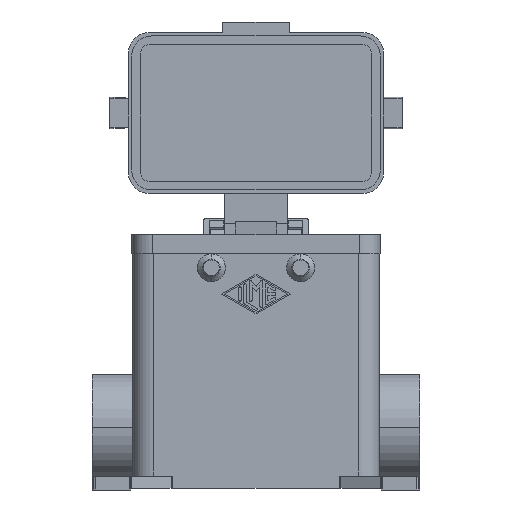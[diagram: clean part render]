
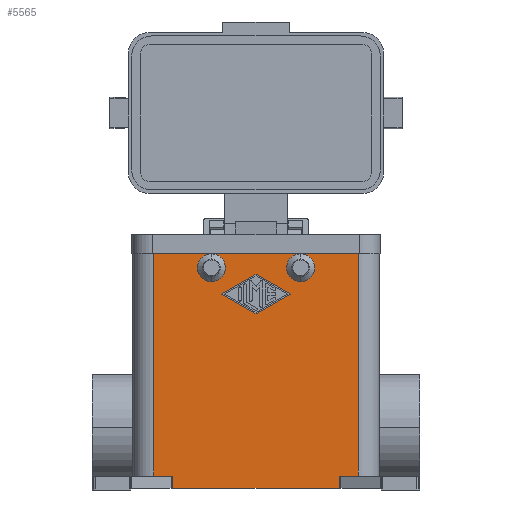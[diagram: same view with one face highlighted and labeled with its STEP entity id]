
A CAD part, front view. The second image highlights one B-rep face of the part: STEP entity #5565.
In plain terms, the highlighted planar face has unit normal (0, -1, 0).
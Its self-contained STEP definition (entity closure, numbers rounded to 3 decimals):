
#2737=CARTESIAN_POINT('',(12.75,-21.75,23.5));
#2738=VERTEX_POINT('',#2737);
#2745=CARTESIAN_POINT('',(12.75,-21.75,15.5));
#2746=VERTEX_POINT('',#2745);
#2747=CARTESIAN_POINT('',(12.75,-21.75,19.5));
#2748=DIRECTION('',(0.0,1.0,0.0));
#2749=DIRECTION('',(0.0,0.0,1.0));
#2750=AXIS2_PLACEMENT_3D('',#2747,#2748,#2749);
#2751=CIRCLE('',#2750,4.);
#2752=EDGE_CURVE('',#2746,#2738,#2751,.T.);
#3138=CARTESIAN_POINT('',(-12.75,-21.75,23.5));
#3139=VERTEX_POINT('',#3138);
#3146=CARTESIAN_POINT('',(-12.75,-21.75,15.5));
#3147=VERTEX_POINT('',#3146);
#3148=CARTESIAN_POINT('',(-12.75,-21.75,19.5));
#3149=DIRECTION('',(0.0,1.0,0.0));
#3150=DIRECTION('',(0.0,0.0,1.0));
#3151=AXIS2_PLACEMENT_3D('',#3148,#3149,#3150);
#3152=CIRCLE('',#3151,4.);
#3153=EDGE_CURVE('',#3147,#3139,#3152,.T.);
#4742=CARTESIAN_POINT('',(29.25,-21.75,-40.));
#4743=VERTEX_POINT('',#4742);
#4751=CARTESIAN_POINT('',(23.791,-21.75,-40.0));
#4752=VERTEX_POINT('',#4751);
#4753=CARTESIAN_POINT('',(23.791,-21.75,-40.0));
#4754=DIRECTION('',(1.0,0.0,0.0));
#4755=VECTOR('',#4754,5.459);
#4756=LINE('',#4753,#4755);
#4757=EDGE_CURVE('',#4752,#4743,#4756,.T.);
#5430=CARTESIAN_POINT('',(23.791,-21.75,-43.5));
#5431=VERTEX_POINT('',#5430);
#5432=CARTESIAN_POINT('',(23.791,-21.75,-40.0));
#5433=DIRECTION('',(0.0,0.0,-1.0));
#5434=VECTOR('',#5433,3.5);
#5435=LINE('',#5432,#5434);
#5436=EDGE_CURVE('',#4752,#5431,#5435,.T.);
#5448=CARTESIAN_POINT('',(29.25,-21.75,1.5));
#5449=DIRECTION('',(0.0,-1.0,0.0));
#5450=DIRECTION('',(0.0,0.0,-1.0));
#5451=AXIS2_PLACEMENT_3D('',#5448,#5449,#5450);
#5452=PLANE('',#5451);
#5453=ORIENTED_EDGE('',*,*,#5436,.F.);
#5454=ORIENTED_EDGE('',*,*,#4757,.T.);
#5455=CARTESIAN_POINT('',(29.25,-21.75,23.5));
#5456=VERTEX_POINT('',#5455);
#5457=CARTESIAN_POINT('',(29.25,-21.75,23.5));
#5458=DIRECTION('',(0.0,0.0,-1.0));
#5459=VECTOR('',#5458,63.5);
#5460=LINE('',#5457,#5459);
#5461=EDGE_CURVE('',#5456,#4743,#5460,.T.);
#5462=ORIENTED_EDGE('',*,*,#5461,.F.);
#5463=CARTESIAN_POINT('',(29.25,-21.75,23.5));
#5464=DIRECTION('',(-1.0,0.0,0.0));
#5465=VECTOR('',#5464,16.5);
#5466=LINE('',#5463,#5465);
#5467=EDGE_CURVE('',#5456,#2738,#5466,.T.);
#5468=ORIENTED_EDGE('',*,*,#5467,.T.);
#5469=CARTESIAN_POINT('',(12.75,-21.75,19.5));
#5470=DIRECTION('',(0.0,1.0,0.0));
#5471=DIRECTION('',(0.0,0.0,1.0));
#5472=AXIS2_PLACEMENT_3D('',#5469,#5470,#5471);
#5473=CIRCLE('',#5472,4.);
#5474=EDGE_CURVE('',#2738,#2746,#5473,.T.);
#5475=ORIENTED_EDGE('',*,*,#5474,.T.);
#5476=ORIENTED_EDGE('',*,*,#2752,.T.);
#5477=CARTESIAN_POINT('',(12.75,-21.75,23.5));
#5478=DIRECTION('',(-1.0,0.0,0.0));
#5479=VECTOR('',#5478,25.5);
#5480=LINE('',#5477,#5479);
#5481=EDGE_CURVE('',#2738,#3139,#5480,.T.);
#5482=ORIENTED_EDGE('',*,*,#5481,.T.);
#5483=CARTESIAN_POINT('',(-12.75,-21.75,19.5));
#5484=DIRECTION('',(0.0,1.0,0.0));
#5485=DIRECTION('',(0.0,0.0,1.0));
#5486=AXIS2_PLACEMENT_3D('',#5483,#5484,#5485);
#5487=CIRCLE('',#5486,4.);
#5488=EDGE_CURVE('',#3139,#3147,#5487,.T.);
#5489=ORIENTED_EDGE('',*,*,#5488,.T.);
#5490=ORIENTED_EDGE('',*,*,#3153,.T.);
#5491=CARTESIAN_POINT('',(-29.25,-21.75,23.5));
#5492=VERTEX_POINT('',#5491);
#5493=CARTESIAN_POINT('',(-12.75,-21.75,23.5));
#5494=DIRECTION('',(-1.0,0.0,0.0));
#5495=VECTOR('',#5494,16.5);
#5496=LINE('',#5493,#5495);
#5497=EDGE_CURVE('',#3139,#5492,#5496,.T.);
#5498=ORIENTED_EDGE('',*,*,#5497,.T.);
#5499=CARTESIAN_POINT('',(-29.25,-21.75,-40.));
#5500=VERTEX_POINT('',#5499);
#5501=CARTESIAN_POINT('',(-29.25,-21.75,23.5));
#5502=DIRECTION('',(0.0,0.0,-1.0));
#5503=VECTOR('',#5502,63.5);
#5504=LINE('',#5501,#5503);
#5505=EDGE_CURVE('',#5492,#5500,#5504,.T.);
#5506=ORIENTED_EDGE('',*,*,#5505,.T.);
#5507=CARTESIAN_POINT('',(-23.791,-21.75,-40.0));
#5508=VERTEX_POINT('',#5507);
#5509=CARTESIAN_POINT('',(-29.25,-21.75,-40.));
#5510=DIRECTION('',(1.0,0.0,0.0));
#5511=VECTOR('',#5510,5.459);
#5512=LINE('',#5509,#5511);
#5513=EDGE_CURVE('',#5500,#5508,#5512,.T.);
#5514=ORIENTED_EDGE('',*,*,#5513,.T.);
#5515=CARTESIAN_POINT('',(-23.791,-21.75,-43.5));
#5516=VERTEX_POINT('',#5515);
#5517=CARTESIAN_POINT('',(-23.791,-21.75,-43.5));
#5518=DIRECTION('',(0.0,0.0,1.0));
#5519=VECTOR('',#5518,3.5);
#5520=LINE('',#5517,#5519);
#5521=EDGE_CURVE('',#5516,#5508,#5520,.T.);
#5522=ORIENTED_EDGE('',*,*,#5521,.F.);
#5523=CARTESIAN_POINT('',(23.791,-21.75,-43.5));
#5524=DIRECTION('',(-1.0,0.0,0.0));
#5525=VECTOR('',#5524,47.581);
#5526=LINE('',#5523,#5525);
#5527=EDGE_CURVE('',#5431,#5516,#5526,.T.);
#5528=ORIENTED_EDGE('',*,*,#5527,.F.);
#5529=EDGE_LOOP('',(#5453,#5454,#5462,#5468,#5475,#5476,#5482,#5489,#5490,#5498,#5506,#5514,#5522,#5528));
#5530=FACE_OUTER_BOUND('',#5529,.T.);
#5531=CARTESIAN_POINT('',(0.,-21.75,6.375));
#5532=VERTEX_POINT('',#5531);
#5533=CARTESIAN_POINT('',(-9.75,-21.75,12.));
#5534=VERTEX_POINT('',#5533);
#5535=CARTESIAN_POINT('',(0.,-21.75,6.375));
#5536=DIRECTION('',(-0.866,0.0,0.5));
#5537=VECTOR('',#5536,11.256);
#5538=LINE('',#5535,#5537);
#5539=EDGE_CURVE('',#5532,#5534,#5538,.T.);
#5540=ORIENTED_EDGE('',*,*,#5539,.T.);
#5541=CARTESIAN_POINT('',(0.,-21.75,17.625));
#5542=VERTEX_POINT('',#5541);
#5543=CARTESIAN_POINT('',(-9.75,-21.75,12.));
#5544=DIRECTION('',(0.866,0.0,0.5));
#5545=VECTOR('',#5544,11.256);
#5546=LINE('',#5543,#5545);
#5547=EDGE_CURVE('',#5534,#5542,#5546,.T.);
#5548=ORIENTED_EDGE('',*,*,#5547,.T.);
#5549=CARTESIAN_POINT('',(9.75,-21.75,12.0));
#5550=VERTEX_POINT('',#5549);
#5551=CARTESIAN_POINT('',(0.,-21.75,17.625));
#5552=DIRECTION('',(0.866,0.0,-0.5));
#5553=VECTOR('',#5552,11.256);
#5554=LINE('',#5551,#5553);
#5555=EDGE_CURVE('',#5542,#5550,#5554,.T.);
#5556=ORIENTED_EDGE('',*,*,#5555,.T.);
#5557=CARTESIAN_POINT('',(9.75,-21.75,12.0));
#5558=DIRECTION('',(-0.866,0.0,-0.5));
#5559=VECTOR('',#5558,11.256);
#5560=LINE('',#5557,#5559);
#5561=EDGE_CURVE('',#5550,#5532,#5560,.T.);
#5562=ORIENTED_EDGE('',*,*,#5561,.T.);
#5563=EDGE_LOOP('',(#5540,#5548,#5556,#5562));
#5564=FACE_BOUND('',#5563,.T.);
#5565=ADVANCED_FACE('',(#5530,#5564),#5452,.T.);
